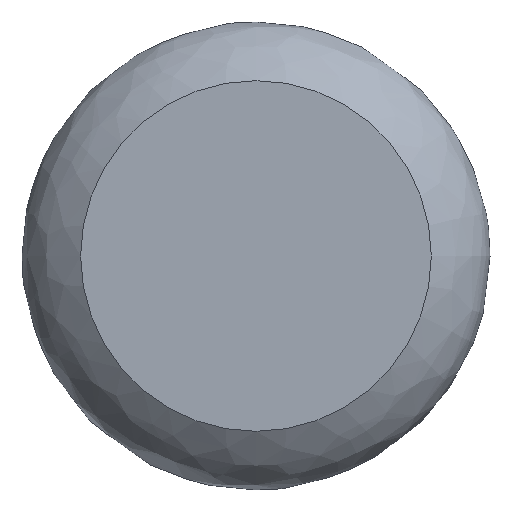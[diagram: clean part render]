
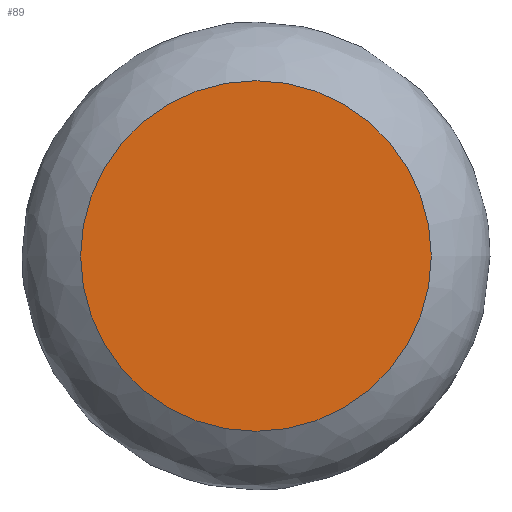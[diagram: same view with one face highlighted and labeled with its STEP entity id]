
A CAD part, front view. The second image highlights one B-rep face of the part: STEP entity #89.
In plain terms, the highlighted planar face has unit normal (0, -1, 0).
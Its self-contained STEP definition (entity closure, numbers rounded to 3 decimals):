
#22=PLANE('',#115);
#28=FACE_OUTER_BOUND('',#37,.T.);
#37=EDGE_LOOP('',(#77));
#48=CIRCLE('',#116,9.);
#54=VERTEX_POINT('',#164);
#62=EDGE_CURVE('',#54,#54,#48,.T.);
#77=ORIENTED_EDGE('',*,*,#62,.T.);
#89=ADVANCED_FACE('',(#28),#22,.T.);
#115=AXIS2_PLACEMENT_3D('',#163,#141,#142);
#116=AXIS2_PLACEMENT_3D('',#165,#143,#144);
#141=DIRECTION('center_axis',(0.,-1.,0.));
#142=DIRECTION('ref_axis',(0.,0.,-1.));
#143=DIRECTION('center_axis',(0.,-1.,0.));
#144=DIRECTION('ref_axis',(1.,0.,0.));
#163=CARTESIAN_POINT('Origin',(5.,0.,0.));
#164=CARTESIAN_POINT('',(9.,0.,0.));
#165=CARTESIAN_POINT('Origin',(0.,0.,0.));
